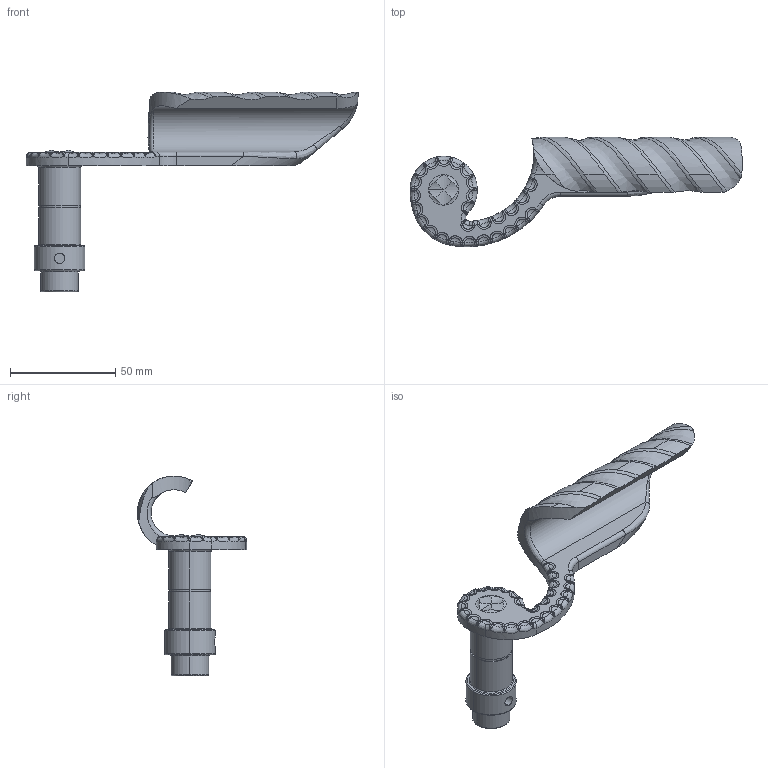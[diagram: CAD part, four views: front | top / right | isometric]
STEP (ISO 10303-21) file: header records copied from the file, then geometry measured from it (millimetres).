
FILE_DESCRIPTION (( 'STEP AP203' ), '1' );
FILE_NAME ('8010.STEP', '2016-05-04T06:49:16', ( '' ), ( '' ), 'SwSTEP 2.0', 'SolidWorks 2015', '' );
FILE_SCHEMA (( 'CONFIG_CONTROL_DESIGN' ));
Length unit declared in the file: millimetre
Products named in the file (1): 8010
Bounding box: 157.79 x 52 x 95 mm (x, y, z)
Volume: 57596.7 mm3; surface area: 21741.5 mm2
Topology: 1 solids, 1 shells, 438 faces, 1060 edges, 649 vertices
Faces by surface type: bspline 170, plane 95, sphere 69, torus 61, cylinder 43
Entity records: 27974 total; most frequent: CARTESIAN_POINT 18936, ORIENTED_EDGE 2118, DIRECTION 1469, EDGE_CURVE 1059, VERTEX_POINT 649, AXIS2_PLACEMENT_3D 573, EDGE_LOOP 466, ADVANCED_FACE 438
